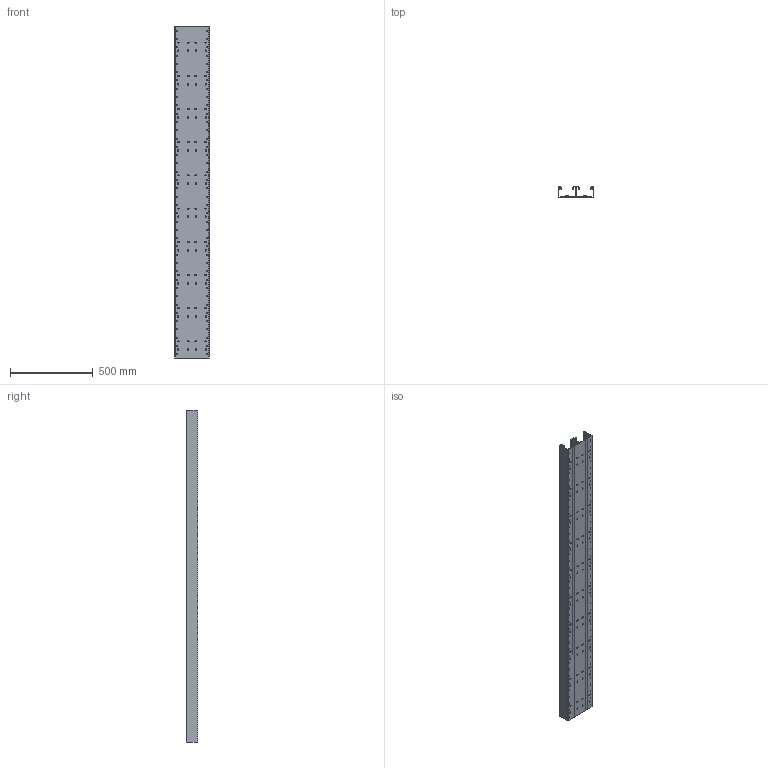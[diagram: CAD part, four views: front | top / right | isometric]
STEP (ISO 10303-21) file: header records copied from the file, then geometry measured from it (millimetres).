
FILE_DESCRIPTION((''),'2;1');
FILE_NAME('BR652101D','2022-09-30T13:34:39',('mengusl'),(''),'CREO PARAMETRIC BY PTC INC, 2022024','CREO PARAMETRIC BY PTC INC, 2022024','');
FILE_SCHEMA(('AUTOMOTIVE_DESIGN { 1 0 10303 214 1 1 1 1 }'));
Length unit declared in the file: millimetre
Products named in the file (1): BR652101D
Bounding box: 210 x 68 x 2000 mm (x, y, z)
Volume: 2970489.9 mm3; surface area: 2469638.2 mm2
Topology: 1 solids, 1 shells, 1038 faces, 3428 edges, 2392 vertices
Faces by surface type: plane 710, cylinder 328
Entity records: 39280 total; most frequent: CARTESIAN_POINT 6871, ORIENTED_EDGE 6856, DIRECTION 6497, EDGE_CURVE 3428, VECTOR 2452, LINE 2452, VERTEX_POINT 2392, AXIS2_PLACEMENT_3D 2021
